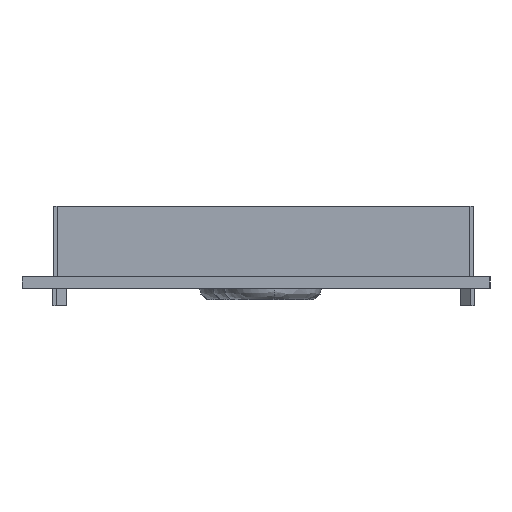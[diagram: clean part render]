
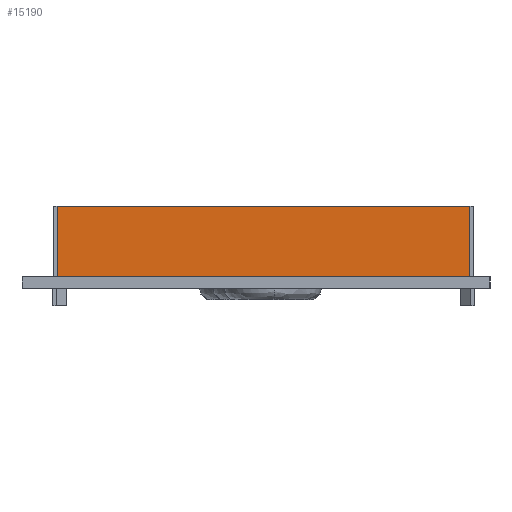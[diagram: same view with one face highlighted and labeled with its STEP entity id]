
A CAD part, left-side view. The second image highlights one B-rep face of the part: STEP entity #15190.
In plain terms, the highlighted planar face has unit normal (-1, 0, 0).
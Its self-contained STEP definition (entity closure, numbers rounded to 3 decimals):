
#24 = CARTESIAN_POINT ( 'NONE',  ( 6., 2.7, 1.6 ) ) ;
#253 = DIRECTION ( 'NONE',  ( 0., 0., 1. ) ) ;
#432 = VECTOR ( 'NONE', #15659, 1000. ) ;
#1316 = EDGE_CURVE ( 'NONE', #12173, #4081, #13905, .T. ) ;
#1783 = VECTOR ( 'NONE', #10977, 1000. ) ;
#2186 = LINE ( 'NONE', #7212, #1783 ) ;
#3774 = LINE ( 'NONE', #8119, #432 ) ;
#4038 = ORIENTED_EDGE ( 'NONE', *, *, #1316, .T. ) ;
#4081 = VERTEX_POINT ( 'NONE', #4772 ) ;
#4300 = VECTOR ( 'NONE', #7453, 1000. ) ;
#4772 = CARTESIAN_POINT ( 'NONE',  ( 6., 57.8, 11. ) ) ;
#5832 = CARTESIAN_POINT ( 'NONE',  ( 6., 2.7, 1.6 ) ) ;
#5949 = EDGE_LOOP ( 'NONE', ( #8232, #13983, #9640, #4038 ) ) ;
#5956 = EDGE_CURVE ( 'NONE', #4081, #10722, #2186, .T. ) ;
#6979 = CARTESIAN_POINT ( 'NONE',  ( 6., 57.8, 1.6 ) ) ;
#7212 = CARTESIAN_POINT ( 'NONE',  ( 6., 57.8, 1.6 ) ) ;
#7453 = DIRECTION ( 'NONE',  ( 0., 0., 1. ) ) ;
#7681 = DIRECTION ( 'NONE',  ( -1., 0., 0. ) ) ;
#8119 = CARTESIAN_POINT ( 'NONE',  ( 6., 0., 1.6 ) ) ;
#8232 = ORIENTED_EDGE ( 'NONE', *, *, #5956, .T. ) ;
#9506 = EDGE_CURVE ( 'NONE', #12434, #10722, #3774, .T. ) ;
#9529 = CARTESIAN_POINT ( 'NONE',  ( 6., 57.8, 11. ) ) ;
#9640 = ORIENTED_EDGE ( 'NONE', *, *, #12096, .T. ) ;
#10178 = VECTOR ( 'NONE', #14590, 1000. ) ;
#10229 = CARTESIAN_POINT ( 'NONE',  ( 6., 2.7, 11. ) ) ;
#10519 = FACE_OUTER_BOUND ( 'NONE', #5949, .T. ) ;
#10722 = VERTEX_POINT ( 'NONE', #6979 ) ;
#10977 = DIRECTION ( 'NONE',  ( 0., 0., -1. ) ) ;
#11291 = LINE ( 'NONE', #24, #4300 ) ;
#11396 = PLANE ( 'NONE',  #14606 ) ;
#12096 = EDGE_CURVE ( 'NONE', #12434, #12173, #11291, .T. ) ;
#12173 = VERTEX_POINT ( 'NONE', #10229 ) ;
#12434 = VERTEX_POINT ( 'NONE', #5832 ) ;
#13905 = LINE ( 'NONE', #9529, #10178 ) ;
#13983 = ORIENTED_EDGE ( 'NONE', *, *, #9506, .F. ) ;
#14590 = DIRECTION ( 'NONE',  ( 0., 1., 0. ) ) ;
#14606 = AXIS2_PLACEMENT_3D ( 'NONE', #15198, #7681, #253 ) ;
#15190 = ADVANCED_FACE ( 'NONE', ( #10519 ), #11396, .T. ) ;
#15198 = CARTESIAN_POINT ( 'NONE',  ( 6., 57.8, 1.6 ) ) ;
#15659 = DIRECTION ( 'NONE',  ( 0., 1., 0. ) ) ;
